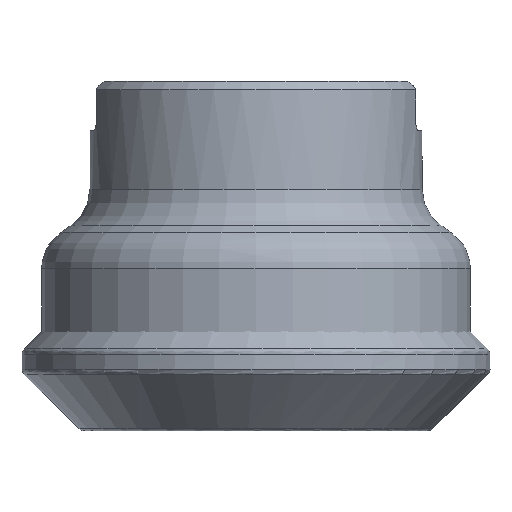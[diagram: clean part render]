
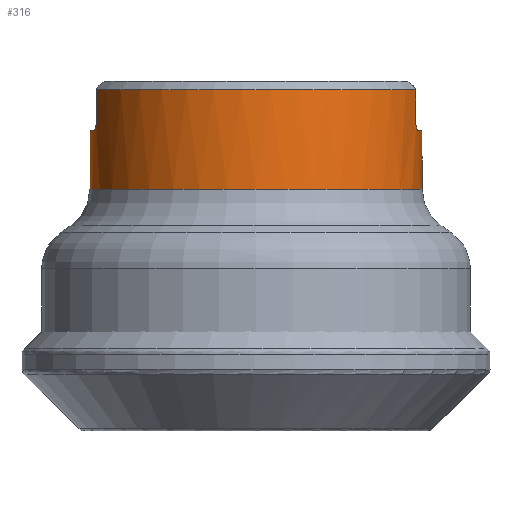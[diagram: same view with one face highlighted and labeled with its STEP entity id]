
A CAD part, left-side view. The second image highlights one B-rep face of the part: STEP entity #316.
In plain terms, the highlighted cylindrical face has radius 19 mm (diameter 38 mm), a full revolution.
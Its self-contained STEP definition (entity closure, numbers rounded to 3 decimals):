
#108=CYLINDRICAL_SURFACE('',#1658,19.);
#152=B_SPLINE_CURVE_WITH_KNOTS('',3,(#2369,#2370,#2371,#2372,#2373,#2374,
#2375,#2376,#2377,#2378,#2379,#2380,#2381,#2382,#2383,#2384,#2385,#2386,
#2387,#2388,#2389,#2390),.UNSPECIFIED.,.F.,.F.,(4,3,3,3,3,3,3,4),(0.,0.022,
0.254,0.612,0.762,0.913,
0.972,1.),.UNSPECIFIED.);
#153=B_SPLINE_CURVE_WITH_KNOTS('',3,(#2394,#2395,#2396,#2397,#2398,#2399,
#2400,#2401,#2402,#2403,#2404,#2405,#2406,#2407,#2408,#2409),
 .UNSPECIFIED.,.F.,.F.,(4,3,3,3,3,4),(0.,0.053,0.136,
0.404,0.778,1.),.UNSPECIFIED.);
#154=B_SPLINE_CURVE_WITH_KNOTS('',3,(#2417,#2418,#2419,#2420,#2421,#2422,
#2423,#2424,#2425,#2426,#2427,#2428,#2429,#2430,#2431,#2432,#2433,#2434,
#2435,#2436,#2437,#2438),.UNSPECIFIED.,.F.,.F.,(4,3,3,3,3,3,3,4),(0.,0.022,
0.254,0.612,0.762,0.913,
0.972,1.),.UNSPECIFIED.);
#155=B_SPLINE_CURVE_WITH_KNOTS('',3,(#2442,#2443,#2444,#2445,#2446,#2447,
#2448,#2449,#2450,#2451,#2452,#2453,#2454,#2455,#2456,#2457),
 .UNSPECIFIED.,.F.,.F.,(4,3,3,3,3,4),(0.,0.053,0.136,
0.404,0.778,1.),.UNSPECIFIED.);
#316=ADVANCED_FACE('',(#547,#548),#108,.T.);
#423=LINE('',#2365,#473);
#424=LINE('',#2367,#474);
#425=LINE('',#2411,#475);
#426=LINE('',#2415,#476);
#473=VECTOR('',#1907,1.);
#474=VECTOR('',#1908,1.);
#475=VECTOR('',#1911,1.);
#476=VECTOR('',#1914,1.);
#547=FACE_BOUND('',#635,.T.);
#548=FACE_BOUND('',#636,.T.);
#635=EDGE_LOOP('',(#777,#778,#779,#780,#781,#782,#783,#784,#785,#786,#787,
#788));
#636=EDGE_LOOP('',(#789));
#777=ORIENTED_EDGE('',*,*,#1206,.T.);
#778=ORIENTED_EDGE('',*,*,#1205,.T.);
#779=ORIENTED_EDGE('',*,*,#1207,.F.);
#780=ORIENTED_EDGE('',*,*,#1208,.F.);
#781=ORIENTED_EDGE('',*,*,#1209,.F.);
#782=ORIENTED_EDGE('',*,*,#1210,.F.);
#783=ORIENTED_EDGE('',*,*,#1211,.T.);
#784=ORIENTED_EDGE('',*,*,#1212,.T.);
#785=ORIENTED_EDGE('',*,*,#1213,.F.);
#786=ORIENTED_EDGE('',*,*,#1214,.F.);
#787=ORIENTED_EDGE('',*,*,#1215,.F.);
#788=ORIENTED_EDGE('',*,*,#1216,.F.);
#789=ORIENTED_EDGE('',*,*,#1217,.T.);
#1084=VERTEX_POINT('',#2342);
#1086=VERTEX_POINT('',#2362);
#1087=VERTEX_POINT('',#2366);
#1088=VERTEX_POINT('',#2368);
#1089=VERTEX_POINT('',#2391);
#1090=VERTEX_POINT('',#2393);
#1091=VERTEX_POINT('',#2410);
#1092=VERTEX_POINT('',#2412);
#1093=VERTEX_POINT('',#2414);
#1094=VERTEX_POINT('',#2416);
#1095=VERTEX_POINT('',#2439);
#1096=VERTEX_POINT('',#2441);
#1097=VERTEX_POINT('',#2459);
#1205=EDGE_CURVE('',#1084,#1086,#1363,.T.);
#1206=EDGE_CURVE('',#1087,#1084,#423,.T.);
#1207=EDGE_CURVE('',#1088,#1086,#424,.T.);
#1208=EDGE_CURVE('',#1089,#1088,#152,.T.);
#1209=EDGE_CURVE('',#1090,#1089,#1364,.T.);
#1210=EDGE_CURVE('',#1091,#1090,#153,.T.);
#1211=EDGE_CURVE('',#1091,#1092,#425,.T.);
#1212=EDGE_CURVE('',#1092,#1093,#1365,.T.);
#1213=EDGE_CURVE('',#1094,#1093,#426,.T.);
#1214=EDGE_CURVE('',#1095,#1094,#154,.T.);
#1215=EDGE_CURVE('',#1096,#1095,#1366,.T.);
#1216=EDGE_CURVE('',#1087,#1096,#155,.T.);
#1217=EDGE_CURVE('',#1097,#1097,#1367,.T.);
#1363=CIRCLE('',#1652,19.);
#1364=CIRCLE('',#1654,19.);
#1365=CIRCLE('',#1655,19.);
#1366=CIRCLE('',#1656,19.);
#1367=CIRCLE('',#1657,19.);
#1652=AXIS2_PLACEMENT_3D('',#2363,#1903,#1904);
#1654=AXIS2_PLACEMENT_3D('',#2392,#1909,#1910);
#1655=AXIS2_PLACEMENT_3D('',#2413,#1912,#1913);
#1656=AXIS2_PLACEMENT_3D('',#2440,#1915,#1916);
#1657=AXIS2_PLACEMENT_3D('',#2458,#1917,#1918);
#1658=AXIS2_PLACEMENT_3D('',#2460,#1919,#1920);
#1903=DIRECTION('',(0.,0.,-1.));
#1904=DIRECTION('',(1.,0.,0.));
#1907=DIRECTION('',(0.,0.,1.));
#1908=DIRECTION('',(0.,0.,1.));
#1909=DIRECTION('',(0.,0.,1.));
#1910=DIRECTION('',(-1.,0.,0.));
#1911=DIRECTION('',(0.,0.,1.));
#1912=DIRECTION('',(0.,0.,-1.));
#1913=DIRECTION('',(1.,0.,0.));
#1914=DIRECTION('',(0.,0.,1.));
#1915=DIRECTION('',(0.,0.,1.));
#1916=DIRECTION('',(-1.,0.,0.));
#1917=DIRECTION('',(0.,0.,1.));
#1918=DIRECTION('',(1.,0.,0.));
#1919=DIRECTION('',(0.,0.,1.));
#1920=DIRECTION('',(1.,0.,0.));
#2342=CARTESIAN_POINT('',(5.223,18.268,-1.));
#2362=CARTESIAN_POINT('',(5.222,-18.268,-1.));
#2363=CARTESIAN_POINT('',(0.,0.,-1.));
#2365=CARTESIAN_POINT('',(5.223,18.268,-5.66));
#2366=CARTESIAN_POINT('',(5.223,18.268,-4.86));
#2367=CARTESIAN_POINT('',(5.222,-18.268,-5.66));
#2368=CARTESIAN_POINT('',(5.222,-18.268,-4.86));
#2369=CARTESIAN_POINT('',(3.987,-18.577,-5.66));
#2370=CARTESIAN_POINT('',(3.999,-18.574,-5.66));
#2371=CARTESIAN_POINT('',(4.01,-18.572,-5.66));
#2372=CARTESIAN_POINT('',(4.022,-18.569,-5.659));
#2373=CARTESIAN_POINT('',(4.142,-18.543,-5.656));
#2374=CARTESIAN_POINT('',(4.262,-18.516,-5.633));
#2375=CARTESIAN_POINT('',(4.376,-18.489,-5.596));
#2376=CARTESIAN_POINT('',(4.551,-18.448,-5.539));
#2377=CARTESIAN_POINT('',(4.716,-18.406,-5.447));
#2378=CARTESIAN_POINT('',(4.863,-18.367,-5.335));
#2379=CARTESIAN_POINT('',(4.925,-18.351,-5.288));
#2380=CARTESIAN_POINT('',(4.985,-18.335,-5.236));
#2381=CARTESIAN_POINT('',(5.04,-18.319,-5.18));
#2382=CARTESIAN_POINT('',(5.095,-18.304,-5.124));
#2383=CARTESIAN_POINT('',(5.149,-18.289,-5.064));
#2384=CARTESIAN_POINT('',(5.186,-18.279,-4.993));
#2385=CARTESIAN_POINT('',(5.2,-18.275,-4.966));
#2386=CARTESIAN_POINT('',(5.212,-18.271,-4.936));
#2387=CARTESIAN_POINT('',(5.218,-18.269,-4.905));
#2388=CARTESIAN_POINT('',(5.221,-18.269,-4.891));
#2389=CARTESIAN_POINT('',(5.222,-18.268,-4.875));
#2390=CARTESIAN_POINT('',(5.222,-18.268,-4.86));
#2391=CARTESIAN_POINT('',(3.987,-18.577,-5.66));
#2392=CARTESIAN_POINT('',(0.,0.,-5.66));
#2393=CARTESIAN_POINT('',(-3.987,-18.577,-5.66));
#2394=CARTESIAN_POINT('',(-5.222,-18.268,-4.86));
#2395=CARTESIAN_POINT('',(-5.222,-18.268,-4.889));
#2396=CARTESIAN_POINT('',(-5.217,-18.27,-4.917));
#2397=CARTESIAN_POINT('',(-5.207,-18.272,-4.944));
#2398=CARTESIAN_POINT('',(-5.193,-18.277,-4.986));
#2399=CARTESIAN_POINT('',(-5.169,-18.283,-5.024));
#2400=CARTESIAN_POINT('',(-5.144,-18.29,-5.06));
#2401=CARTESIAN_POINT('',(-5.062,-18.314,-5.173));
#2402=CARTESIAN_POINT('',(-4.955,-18.343,-5.267));
#2403=CARTESIAN_POINT('',(-4.844,-18.372,-5.35));
#2404=CARTESIAN_POINT('',(-4.689,-18.413,-5.465));
#2405=CARTESIAN_POINT('',(-4.513,-18.457,-5.557));
#2406=CARTESIAN_POINT('',(-4.328,-18.5,-5.61));
#2407=CARTESIAN_POINT('',(-4.218,-18.526,-5.642));
#2408=CARTESIAN_POINT('',(-4.102,-18.552,-5.66));
#2409=CARTESIAN_POINT('',(-3.987,-18.577,-5.66));
#2410=CARTESIAN_POINT('',(-5.222,-18.268,-4.86));
#2411=CARTESIAN_POINT('',(-5.222,-18.268,-5.66));
#2412=CARTESIAN_POINT('',(-5.222,-18.268,-1.));
#2413=CARTESIAN_POINT('',(0.,0.,-1.));
#2414=CARTESIAN_POINT('',(-5.223,18.268,-1.));
#2415=CARTESIAN_POINT('',(-5.223,18.268,-5.66));
#2416=CARTESIAN_POINT('',(-5.223,18.268,-4.86));
#2417=CARTESIAN_POINT('',(-3.987,18.577,-5.66));
#2418=CARTESIAN_POINT('',(-3.999,18.574,-5.66));
#2419=CARTESIAN_POINT('',(-4.01,18.572,-5.66));
#2420=CARTESIAN_POINT('',(-4.022,18.569,-5.659));
#2421=CARTESIAN_POINT('',(-4.142,18.543,-5.656));
#2422=CARTESIAN_POINT('',(-4.262,18.516,-5.633));
#2423=CARTESIAN_POINT('',(-4.376,18.489,-5.596));
#2424=CARTESIAN_POINT('',(-4.551,18.448,-5.539));
#2425=CARTESIAN_POINT('',(-4.716,18.406,-5.447));
#2426=CARTESIAN_POINT('',(-4.863,18.367,-5.335));
#2427=CARTESIAN_POINT('',(-4.925,18.351,-5.288));
#2428=CARTESIAN_POINT('',(-4.985,18.335,-5.236));
#2429=CARTESIAN_POINT('',(-5.04,18.319,-5.18));
#2430=CARTESIAN_POINT('',(-5.095,18.304,-5.124));
#2431=CARTESIAN_POINT('',(-5.149,18.289,-5.064));
#2432=CARTESIAN_POINT('',(-5.186,18.279,-4.993));
#2433=CARTESIAN_POINT('',(-5.2,18.275,-4.966));
#2434=CARTESIAN_POINT('',(-5.212,18.271,-4.936));
#2435=CARTESIAN_POINT('',(-5.218,18.269,-4.905));
#2436=CARTESIAN_POINT('',(-5.221,18.269,-4.891));
#2437=CARTESIAN_POINT('',(-5.223,18.268,-4.875));
#2438=CARTESIAN_POINT('',(-5.223,18.268,-4.86));
#2439=CARTESIAN_POINT('',(-3.987,18.577,-5.66));
#2440=CARTESIAN_POINT('',(0.,0.,-5.66));
#2441=CARTESIAN_POINT('',(3.987,18.577,-5.66));
#2442=CARTESIAN_POINT('',(5.223,18.268,-4.86));
#2443=CARTESIAN_POINT('',(5.223,18.268,-4.889));
#2444=CARTESIAN_POINT('',(5.217,18.27,-4.917));
#2445=CARTESIAN_POINT('',(5.207,18.272,-4.944));
#2446=CARTESIAN_POINT('',(5.193,18.277,-4.986));
#2447=CARTESIAN_POINT('',(5.169,18.283,-5.024));
#2448=CARTESIAN_POINT('',(5.144,18.29,-5.06));
#2449=CARTESIAN_POINT('',(5.062,18.314,-5.173));
#2450=CARTESIAN_POINT('',(4.955,18.343,-5.267));
#2451=CARTESIAN_POINT('',(4.844,18.372,-5.35));
#2452=CARTESIAN_POINT('',(4.689,18.413,-5.465));
#2453=CARTESIAN_POINT('',(4.513,18.457,-5.557));
#2454=CARTESIAN_POINT('',(4.328,18.5,-5.61));
#2455=CARTESIAN_POINT('',(4.218,18.526,-5.642));
#2456=CARTESIAN_POINT('',(4.102,18.552,-5.66));
#2457=CARTESIAN_POINT('',(3.987,18.577,-5.66));
#2458=CARTESIAN_POINT('',(0.,0.,-12.397));
#2459=CARTESIAN_POINT('',(19.,0.,-12.397));
#2460=CARTESIAN_POINT('',(0.,0.,0.));
